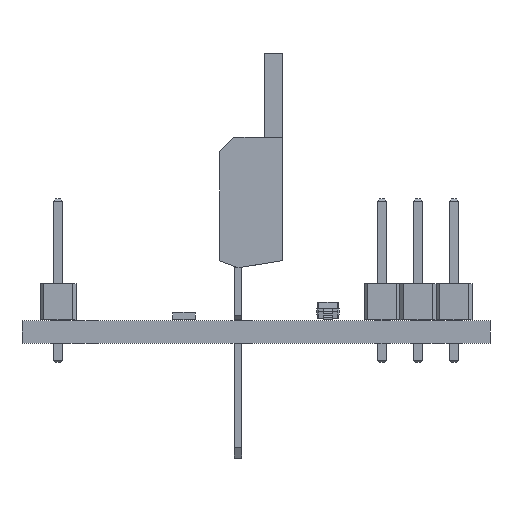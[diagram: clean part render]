
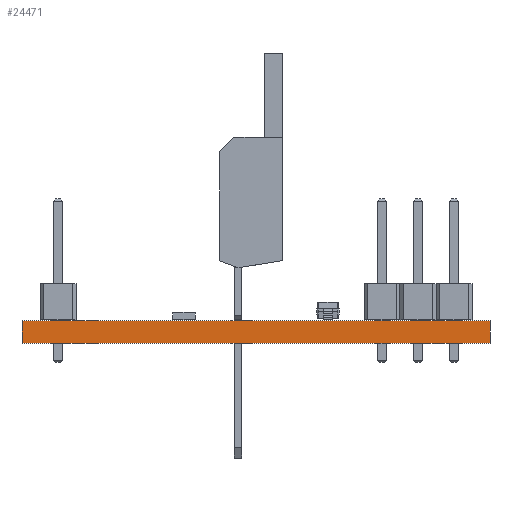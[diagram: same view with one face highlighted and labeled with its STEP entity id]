
A CAD part, front view. The second image highlights one B-rep face of the part: STEP entity #24471.
In plain terms, the highlighted planar face has unit normal (0, -1, 0).
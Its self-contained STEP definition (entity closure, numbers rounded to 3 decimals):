
#24290 = PLANE('',#24291);
#24291 = AXIS2_PLACEMENT_3D('',#24292,#24293,#24294);
#24292 = CARTESIAN_POINT('',(-16.51,41.275,0.));
#24293 = DIRECTION('',(1.,0.,0.));
#24294 = DIRECTION('',(0.,-1.,0.));
#24315 = VERTEX_POINT('',#24316);
#24316 = CARTESIAN_POINT('',(-16.51,-41.275,1.6));
#24330 = PLANE('',#24331);
#24331 = AXIS2_PLACEMENT_3D('',#24332,#24333,#24334);
#24332 = CARTESIAN_POINT('',(0.,0.,
    1.6));
#24333 = DIRECTION('',(0.,0.,1.));
#24334 = DIRECTION('',(1.,0.,0.));
#24342 = EDGE_CURVE('',#24343,#24315,#24345,.T.);
#24343 = VERTEX_POINT('',#24344);
#24344 = CARTESIAN_POINT('',(-16.51,-41.275,0.));
#24345 = SURFACE_CURVE('',#24346,(#24350,#24357),.PCURVE_S1.);
#24346 = LINE('',#24347,#24348);
#24347 = CARTESIAN_POINT('',(-16.51,-41.275,0.));
#24348 = VECTOR('',#24349,1.);
#24349 = DIRECTION('',(0.,0.,1.));
#24350 = PCURVE('',#24290,#24351);
#24351 = DEFINITIONAL_REPRESENTATION('',(#24352),#24356);
#24352 = LINE('',#24353,#24354);
#24353 = CARTESIAN_POINT('',(82.55,0.));
#24354 = VECTOR('',#24355,1.);
#24355 = DIRECTION('',(0.,-1.));
#24356 = ( GEOMETRIC_REPRESENTATION_CONTEXT(2) 
PARAMETRIC_REPRESENTATION_CONTEXT() REPRESENTATION_CONTEXT('2D SPACE',''
  ) );
#24357 = PCURVE('',#24358,#24363);
#24358 = PLANE('',#24359);
#24359 = AXIS2_PLACEMENT_3D('',#24360,#24361,#24362);
#24360 = CARTESIAN_POINT('',(-16.51,-41.275,0.));
#24361 = DIRECTION('',(0.,1.,0.));
#24362 = DIRECTION('',(1.,0.,0.));
#24363 = DEFINITIONAL_REPRESENTATION('',(#24364),#24368);
#24364 = LINE('',#24365,#24366);
#24365 = CARTESIAN_POINT('',(0.,0.));
#24366 = VECTOR('',#24367,1.);
#24367 = DIRECTION('',(0.,-1.));
#24368 = ( GEOMETRIC_REPRESENTATION_CONTEXT(2) 
PARAMETRIC_REPRESENTATION_CONTEXT() REPRESENTATION_CONTEXT('2D SPACE',''
  ) );
#24384 = PLANE('',#24385);
#24385 = AXIS2_PLACEMENT_3D('',#24386,#24387,#24388);
#24386 = CARTESIAN_POINT('',(0.,0.,
    0.));
#24387 = DIRECTION('',(0.,0.,1.));
#24388 = DIRECTION('',(1.,0.,0.));
#24417 = PLANE('',#24418);
#24418 = AXIS2_PLACEMENT_3D('',#24419,#24420,#24421);
#24419 = CARTESIAN_POINT('',(16.51,-41.275,0.));
#24420 = DIRECTION('',(-1.,0.,0.));
#24421 = DIRECTION('',(0.,1.,0.));
#24471 = ADVANCED_FACE('',(#24472),#24358,.F.);
#24472 = FACE_BOUND('',#24473,.F.);
#24473 = EDGE_LOOP('',(#24474,#24475,#24498,#24521));
#24474 = ORIENTED_EDGE('',*,*,#24342,.T.);
#24475 = ORIENTED_EDGE('',*,*,#24476,.T.);
#24476 = EDGE_CURVE('',#24315,#24477,#24479,.T.);
#24477 = VERTEX_POINT('',#24478);
#24478 = CARTESIAN_POINT('',(16.51,-41.275,1.6));
#24479 = SURFACE_CURVE('',#24480,(#24484,#24491),.PCURVE_S1.);
#24480 = LINE('',#24481,#24482);
#24481 = CARTESIAN_POINT('',(-16.51,-41.275,1.6));
#24482 = VECTOR('',#24483,1.);
#24483 = DIRECTION('',(1.,0.,0.));
#24484 = PCURVE('',#24358,#24485);
#24485 = DEFINITIONAL_REPRESENTATION('',(#24486),#24490);
#24486 = LINE('',#24487,#24488);
#24487 = CARTESIAN_POINT('',(0.,-1.6));
#24488 = VECTOR('',#24489,1.);
#24489 = DIRECTION('',(1.,0.));
#24490 = ( GEOMETRIC_REPRESENTATION_CONTEXT(2) 
PARAMETRIC_REPRESENTATION_CONTEXT() REPRESENTATION_CONTEXT('2D SPACE',''
  ) );
#24491 = PCURVE('',#24330,#24492);
#24492 = DEFINITIONAL_REPRESENTATION('',(#24493),#24497);
#24493 = LINE('',#24494,#24495);
#24494 = CARTESIAN_POINT('',(-16.51,-41.275));
#24495 = VECTOR('',#24496,1.);
#24496 = DIRECTION('',(1.,0.));
#24497 = ( GEOMETRIC_REPRESENTATION_CONTEXT(2) 
PARAMETRIC_REPRESENTATION_CONTEXT() REPRESENTATION_CONTEXT('2D SPACE',''
  ) );
#24498 = ORIENTED_EDGE('',*,*,#24499,.F.);
#24499 = EDGE_CURVE('',#24500,#24477,#24502,.T.);
#24500 = VERTEX_POINT('',#24501);
#24501 = CARTESIAN_POINT('',(16.51,-41.275,0.));
#24502 = SURFACE_CURVE('',#24503,(#24507,#24514),.PCURVE_S1.);
#24503 = LINE('',#24504,#24505);
#24504 = CARTESIAN_POINT('',(16.51,-41.275,0.));
#24505 = VECTOR('',#24506,1.);
#24506 = DIRECTION('',(0.,0.,1.));
#24507 = PCURVE('',#24358,#24508);
#24508 = DEFINITIONAL_REPRESENTATION('',(#24509),#24513);
#24509 = LINE('',#24510,#24511);
#24510 = CARTESIAN_POINT('',(33.02,0.));
#24511 = VECTOR('',#24512,1.);
#24512 = DIRECTION('',(0.,-1.));
#24513 = ( GEOMETRIC_REPRESENTATION_CONTEXT(2) 
PARAMETRIC_REPRESENTATION_CONTEXT() REPRESENTATION_CONTEXT('2D SPACE',''
  ) );
#24514 = PCURVE('',#24417,#24515);
#24515 = DEFINITIONAL_REPRESENTATION('',(#24516),#24520);
#24516 = LINE('',#24517,#24518);
#24517 = CARTESIAN_POINT('',(0.,0.));
#24518 = VECTOR('',#24519,1.);
#24519 = DIRECTION('',(0.,-1.));
#24520 = ( GEOMETRIC_REPRESENTATION_CONTEXT(2) 
PARAMETRIC_REPRESENTATION_CONTEXT() REPRESENTATION_CONTEXT('2D SPACE',''
  ) );
#24521 = ORIENTED_EDGE('',*,*,#24522,.F.);
#24522 = EDGE_CURVE('',#24343,#24500,#24523,.T.);
#24523 = SURFACE_CURVE('',#24524,(#24528,#24535),.PCURVE_S1.);
#24524 = LINE('',#24525,#24526);
#24525 = CARTESIAN_POINT('',(-16.51,-41.275,0.));
#24526 = VECTOR('',#24527,1.);
#24527 = DIRECTION('',(1.,0.,0.));
#24528 = PCURVE('',#24358,#24529);
#24529 = DEFINITIONAL_REPRESENTATION('',(#24530),#24534);
#24530 = LINE('',#24531,#24532);
#24531 = CARTESIAN_POINT('',(0.,0.));
#24532 = VECTOR('',#24533,1.);
#24533 = DIRECTION('',(1.,0.));
#24534 = ( GEOMETRIC_REPRESENTATION_CONTEXT(2) 
PARAMETRIC_REPRESENTATION_CONTEXT() REPRESENTATION_CONTEXT('2D SPACE',''
  ) );
#24535 = PCURVE('',#24384,#24536);
#24536 = DEFINITIONAL_REPRESENTATION('',(#24537),#24541);
#24537 = LINE('',#24538,#24539);
#24538 = CARTESIAN_POINT('',(-16.51,-41.275));
#24539 = VECTOR('',#24540,1.);
#24540 = DIRECTION('',(1.,0.));
#24541 = ( GEOMETRIC_REPRESENTATION_CONTEXT(2) 
PARAMETRIC_REPRESENTATION_CONTEXT() REPRESENTATION_CONTEXT('2D SPACE',''
  ) );
